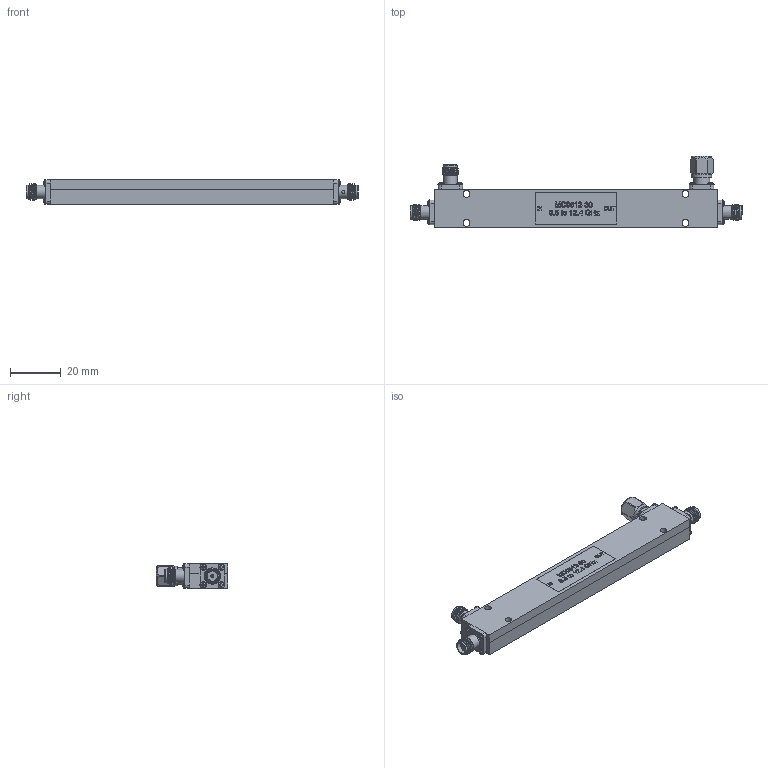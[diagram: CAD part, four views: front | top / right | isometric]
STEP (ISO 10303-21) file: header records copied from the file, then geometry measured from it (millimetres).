
FILE_DESCRIPTION (( 'STEP AP203' ), '1' );
FILE_NAME ('MC0512-30_3D.step', '2021-08-18T22:57:58', ( '' ), ( '' ), 'SwSTEP 2.0', 'SolidWorks 2021', '' );
FILE_SCHEMA (( 'CONFIG_CONTROL_DESIGN' ));
Length unit declared in the file: inch
Products named in the file (1): MC0512-30_3D
Bounding box: 130.81 x 28.19 x 9.73 mm (x, y, z)
Volume: 17819.4 mm3; surface area: 7805.9 mm2
Topology: 1 solids, 18 shells, 923 faces, 2381 edges, 1572 vertices
Faces by surface type: plane 578, bspline 171, cylinder 89, cone 82, torus 3
Full cylindrical faces by diameter (mm): 0.508 x2, 0.914 x4, 1.092 x16, 1.168 x3, 2.591 x16, 2.667 x4, 4.521 x3, 5.08 x4, 5.334 x6, 6.35 x1, 7.762 x2
Entity records: 39173 total; most frequent: CARTESIAN_POINT 19159, ORIENTED_EDGE 4466, DIRECTION 3249, EDGE_CURVE 2233, VERTEX_POINT 1516, VECTOR 1161, LINE 1161, EDGE_LOOP 1101
